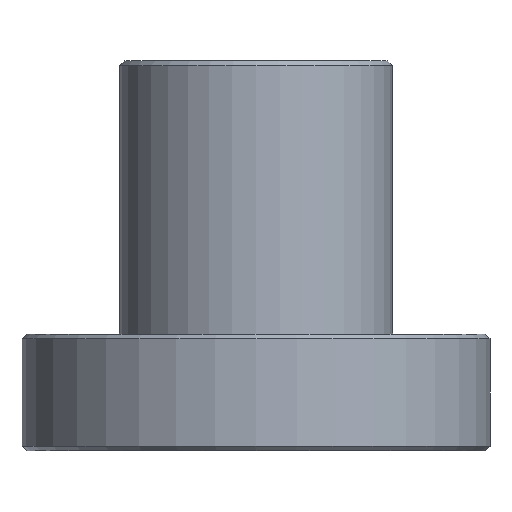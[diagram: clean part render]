
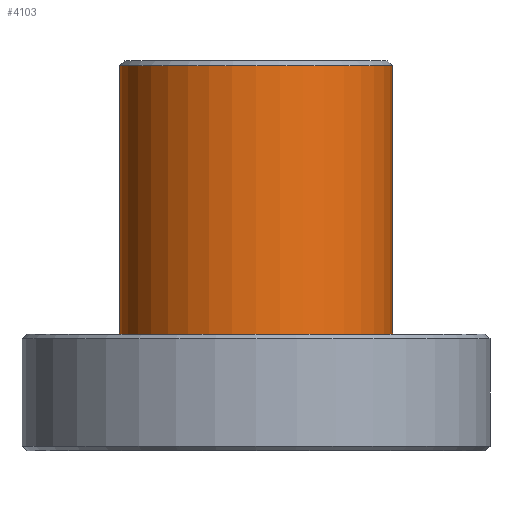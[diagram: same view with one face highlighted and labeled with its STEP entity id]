
A CAD part, front view. The second image highlights one B-rep face of the part: STEP entity #4103.
In plain terms, the highlighted cylindrical face has radius 14 mm (diameter 28 mm), a full revolution.
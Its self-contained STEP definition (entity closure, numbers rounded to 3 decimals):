
#236=FACE_OUTER_BOUND('',#457,.T.);
#457=EDGE_LOOP('',(#3166,#3167,#3168,#3169));
#534=CIRCLE('',#4365,14.);
#535=CIRCLE('',#4368,14.);
#1149=LINE('',#12795,#1338);
#1338=VECTOR('',#5013,14.);
#1767=VERTEX_POINT('',#12550);
#1768=VERTEX_POINT('',#12794);
#2355=EDGE_CURVE('',#1767,#1767,#534,.T.);
#2358=EDGE_CURVE('',#1767,#1768,#1149,.T.);
#2359=EDGE_CURVE('',#1768,#1768,#535,.T.);
#3166=ORIENTED_EDGE('',*,*,#2355,.F.);
#3167=ORIENTED_EDGE('',*,*,#2358,.T.);
#3168=ORIENTED_EDGE('',*,*,#2359,.F.);
#3169=ORIENTED_EDGE('',*,*,#2358,.F.);
#3901=CYLINDRICAL_SURFACE('',#4367,14.);
#4103=ADVANCED_FACE('',(#236),#3901,.T.);
#4365=AXIS2_PLACEMENT_3D('',#12552,#5007,#5008);
#4367=AXIS2_PLACEMENT_3D('',#12793,#5011,#5012);
#4368=AXIS2_PLACEMENT_3D('',#12796,#5014,#5015);
#5007=DIRECTION('center_axis',(0.,0.,1.));
#5008=DIRECTION('ref_axis',(1.,0.,0.));
#5011=DIRECTION('center_axis',(0.,0.,1.));
#5012=DIRECTION('ref_axis',(1.,0.,0.));
#5013=DIRECTION('',(0.,0.,-1.));
#5014=DIRECTION('center_axis',(0.,0.,-1.));
#5015=DIRECTION('ref_axis',(1.,0.,0.));
#12550=CARTESIAN_POINT('',(-14.,0.,27.5));
#12552=CARTESIAN_POINT('Origin',(0.,0.,27.5));
#12793=CARTESIAN_POINT('Origin',(0.,0.,0.));
#12794=CARTESIAN_POINT('',(-14.,0.,0.));
#12795=CARTESIAN_POINT('',(-14.,0.,0.));
#12796=CARTESIAN_POINT('Origin',(0.,0.,0.));
